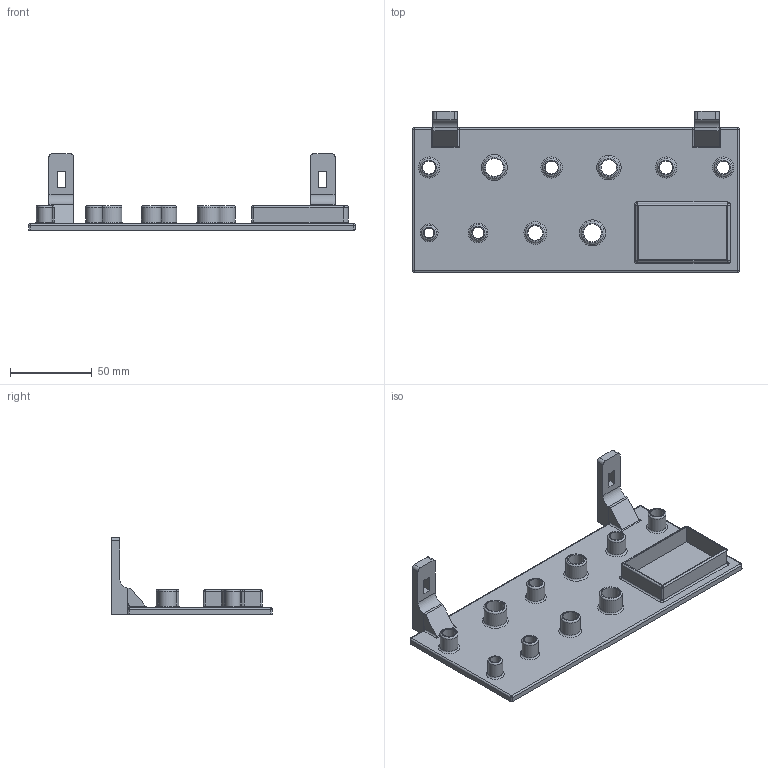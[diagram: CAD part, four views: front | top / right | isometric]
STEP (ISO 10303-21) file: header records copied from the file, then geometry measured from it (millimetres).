
FILE_DESCRIPTION(/* description */ ('STEP AP242','CAx-IF Rec.Pracs.---Representation and Presentation of Product Manufacturing Information (PMI)---4.0---2014-10-13','CAx-IF Rec.Pracs.---3D Tessellated Geometry---0.4---2014-09-14','2;1'),/* implementation_level */ '2;1');
FILE_NAME(/* name */ 'Hand Screw Set Assembly',/* time_stamp */ '2024-04-15T20:14:33Z',/* author */ (''),/* organization */ (''),/* preprocessor_version */ 'ST-DEVELOPER v20',/* originating_system */ ' ',/* authorisation */ ' ');
FILE_SCHEMA (('AP242_MANAGED_MODEL_BASED_3D_ENGINEERING_MIM_LF { 1 0 10303 442 1 1 4 }'));
Length unit declared in the file: metre
Products named in the file (3): Hand Screw Set Assembly; Connector Bridge; Hand Screw Driver Set
Assembly tree (3 placements, depth 2):
  Hand Screw Set Assembly
    Connector Bridge  x2
    Hand Screw Driver Set
Bounding box: 200 x 98.41 x 47 mm (x, y, z)
Volume: 87570.5 mm3; surface area: 53445.4 mm2
Topology: 3 solids, 3 shells, 155 faces, 361 edges, 216 vertices
Faces by surface type: plane 64, cylinder 55, torus 28, sphere 8
Full cylindrical faces by diameter (mm): 6 x1, 7 x1, 8 x4, 9 x2, 9.5 x1, 10 x1, 11 x6, 12 x1, 13 x1, 14 x2
Entity records: 3693 total; most frequent: DIRECTION 673, CARTESIAN_POINT 606, ORIENTED_EDGE 530, AXIS2_PLACEMENT_3D 271, EDGE_CURVE 265, EDGE_LOOP 211, FACE_BOUND 211, VERTEX_POINT 184
